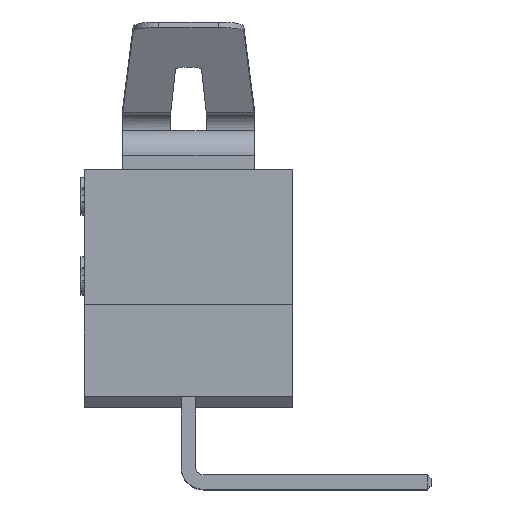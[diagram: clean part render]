
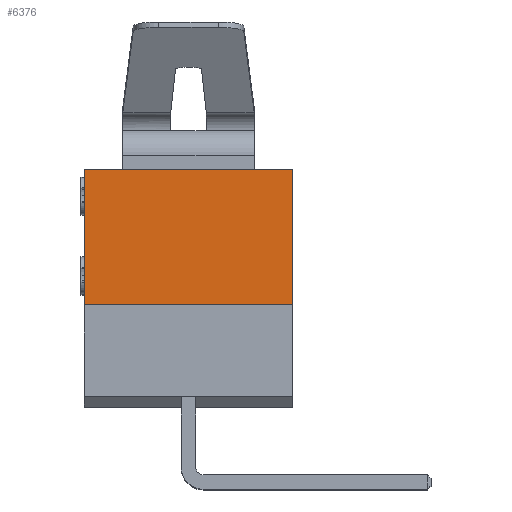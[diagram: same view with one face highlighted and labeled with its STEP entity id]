
A CAD part, top view. The second image highlights one B-rep face of the part: STEP entity #6376.
In plain terms, the highlighted planar face has unit normal (0, 0, 1).
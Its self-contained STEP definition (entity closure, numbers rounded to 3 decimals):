
#427=FACE_OUTER_BOUND('',#808,.T.);
#808=EDGE_LOOP('',(#4389,#4390,#4391,#4392));
#1190=LINE('',#8531,#1919);
#1276=LINE('',#9726,#2005);
#1283=LINE('',#9740,#2012);
#1296=LINE('',#9766,#2025);
#1919=VECTOR('',#7140,1000.);
#2005=VECTOR('',#7228,1000.);
#2012=VECTOR('',#7241,1000.);
#2025=VECTOR('',#7256,1000.);
#2648=VERTEX_POINT('',#8528);
#2649=VERTEX_POINT('',#8530);
#2785=VERTEX_POINT('',#9724);
#2789=VERTEX_POINT('',#9738);
#3276=EDGE_CURVE('',#2648,#2649,#1190,.T.);
#3414=EDGE_CURVE('',#2785,#2648,#1276,.T.);
#3421=EDGE_CURVE('',#2789,#2649,#1283,.T.);
#3434=EDGE_CURVE('',#2789,#2785,#1296,.T.);
#4389=ORIENTED_EDGE('',*,*,#3434,.F.);
#4390=ORIENTED_EDGE('',*,*,#3421,.T.);
#4391=ORIENTED_EDGE('',*,*,#3276,.F.);
#4392=ORIENTED_EDGE('',*,*,#3414,.F.);
#6122=PLANE('',#6805);
#6376=ADVANCED_FACE('',(#427),#6122,.T.);
#6805=AXIS2_PLACEMENT_3D('',#9765,#7254,#7255);
#7140=DIRECTION('',(0.,1.,0.));
#7228=DIRECTION('',(-1.,0.,0.));
#7241=DIRECTION('',(-1.,0.,0.));
#7254=DIRECTION('center_axis',(0.,0.,1.));
#7255=DIRECTION('ref_axis',(1.,0.,0.));
#7256=DIRECTION('',(0.,-1.,0.));
#8528=CARTESIAN_POINT('',(0.,1.25,6.4));
#8530=CARTESIAN_POINT('',(0.,4.95,6.4));
#8531=CARTESIAN_POINT('',(0.,1.25,6.4));
#9724=CARTESIAN_POINT('',(5.7,1.25,6.4));
#9726=CARTESIAN_POINT('',(19.024,1.25,6.4));
#9738=CARTESIAN_POINT('',(5.7,4.95,6.4));
#9740=CARTESIAN_POINT('',(19.024,4.95,6.4));
#9765=CARTESIAN_POINT('Origin',(19.024,1.25,6.4));
#9766=CARTESIAN_POINT('',(5.7,1.25,6.4));
